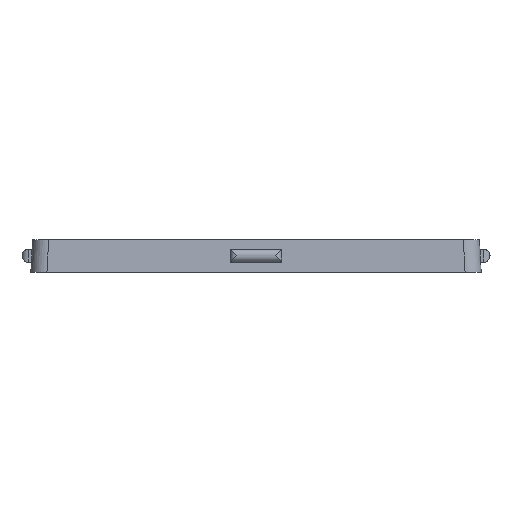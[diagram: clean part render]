
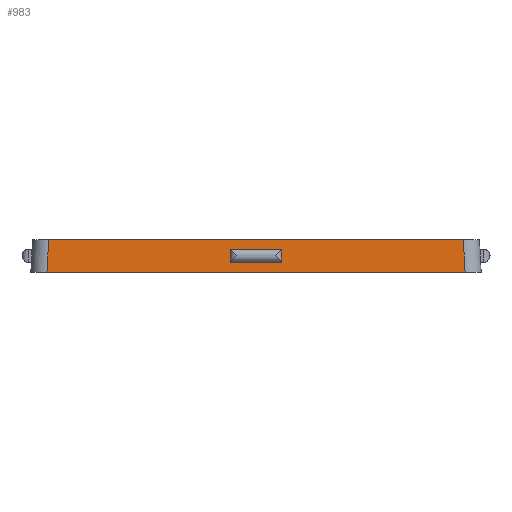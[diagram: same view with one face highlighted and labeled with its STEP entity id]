
A CAD part, front view. The second image highlights one B-rep face of the part: STEP entity #983.
In plain terms, the highlighted planar face has unit normal (0, -0.999, 0.052).
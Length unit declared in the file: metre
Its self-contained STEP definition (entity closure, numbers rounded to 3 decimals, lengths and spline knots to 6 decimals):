
#110=ORIENTED_EDGE('',*,*,#398,.F.);
#111=ORIENTED_EDGE('',*,*,#399,.F.);
#112=ORIENTED_EDGE('',*,*,#400,.F.);
#113=ORIENTED_EDGE('',*,*,#401,.F.);
#114=ORIENTED_EDGE('',*,*,#402,.F.);
#115=ORIENTED_EDGE('',*,*,#403,.T.);
#116=ORIENTED_EDGE('',*,*,#404,.T.);
#117=ORIENTED_EDGE('',*,*,#405,.T.);
#398=EDGE_CURVE('',#542,#543,#634,.T.);
#399=EDGE_CURVE('',#544,#542,#635,.T.);
#400=EDGE_CURVE('',#545,#544,#636,.T.);
#401=EDGE_CURVE('',#543,#545,#637,.T.);
#402=EDGE_CURVE('',#546,#547,#638,.T.);
#403=EDGE_CURVE('',#546,#548,#639,.F.);
#404=EDGE_CURVE('',#548,#549,#640,.T.);
#405=EDGE_CURVE('',#549,#547,#641,.T.);
#542=VERTEX_POINT('',#1529);
#543=VERTEX_POINT('',#1530);
#544=VERTEX_POINT('',#1532);
#545=VERTEX_POINT('',#1534);
#546=VERTEX_POINT('',#1537);
#547=VERTEX_POINT('',#1538);
#548=VERTEX_POINT('',#1540);
#549=VERTEX_POINT('',#1542);
#634=LINE('',#1528,#738);
#635=LINE('',#1531,#739);
#636=LINE('',#1533,#740);
#637=LINE('',#1535,#741);
#638=LINE('',#1536,#742);
#639=LINE('',#1539,#743);
#640=LINE('',#1541,#744);
#641=LINE('',#1543,#745);
#738=VECTOR('',#1195,1.);
#739=VECTOR('',#1196,1.);
#740=VECTOR('',#1197,1.);
#741=VECTOR('',#1198,1.);
#742=VECTOR('',#1199,1.);
#743=VECTOR('',#1200,1.);
#744=VECTOR('',#1201,1.);
#745=VECTOR('',#1202,1.);
#818=EDGE_LOOP('',(#110,#111,#112,#113));
#819=EDGE_LOOP('',(#114,#115,#116,#117));
#886=FACE_BOUND('',#818,.T.);
#887=FACE_BOUND('',#819,.T.);
#949=PLANE('',#1056);
#983=ADVANCED_FACE('',(#886,#887),#949,.T.);
#1056=AXIS2_PLACEMENT_3D('',#1527,#1193,#1194);
#1193=DIRECTION('',(0.,-0.999,0.052));
#1194=DIRECTION('',(0.,-0.052,-0.999));
#1195=DIRECTION('',(0.,0.052,0.999));
#1196=DIRECTION('',(1.,0.,0.));
#1197=DIRECTION('',(0.,-0.052,-0.999));
#1198=DIRECTION('',(-1.,0.,0.));
#1199=DIRECTION('',(-1.,0.,0.));
#1200=DIRECTION('',(0.052,-0.052,-0.997));
#1201=DIRECTION('',(-1.,0.,0.));
#1202=DIRECTION('',(-0.052,-0.052,-0.997));
#1527=CARTESIAN_POINT('',(0.,-0.057625,0.));
#1528=CARTESIAN_POINT('',(0.004,-0.05752,0.002001));
#1529=CARTESIAN_POINT('',(0.004,-0.057546,0.001501));
#1530=CARTESIAN_POINT('',(0.004,-0.057442,0.003499));
#1531=CARTESIAN_POINT('',(0.,-0.057546,0.001501));
#1532=CARTESIAN_POINT('',(-0.004,-0.057546,0.001501));
#1533=CARTESIAN_POINT('',(-0.004,-0.057494,0.0025));
#1534=CARTESIAN_POINT('',(-0.004,-0.057442,0.003499));
#1535=CARTESIAN_POINT('',(0.,-0.057442,0.003499));
#1536=CARTESIAN_POINT('',(0.,-0.057625,0.));
#1537=CARTESIAN_POINT('',(0.032378,-0.057625,0.));
#1538=CARTESIAN_POINT('',(-0.032378,-0.057625,0.));
#1539=CARTESIAN_POINT('',(0.03229,-0.057537,0.001688));
#1540=CARTESIAN_POINT('',(0.032116,-0.057363,0.005));
#1541=CARTESIAN_POINT('',(0.,-0.057363,0.005));
#1542=CARTESIAN_POINT('',(-0.032116,-0.057363,0.005));
#1543=CARTESIAN_POINT('',(-0.03229,-0.057537,0.001688));
